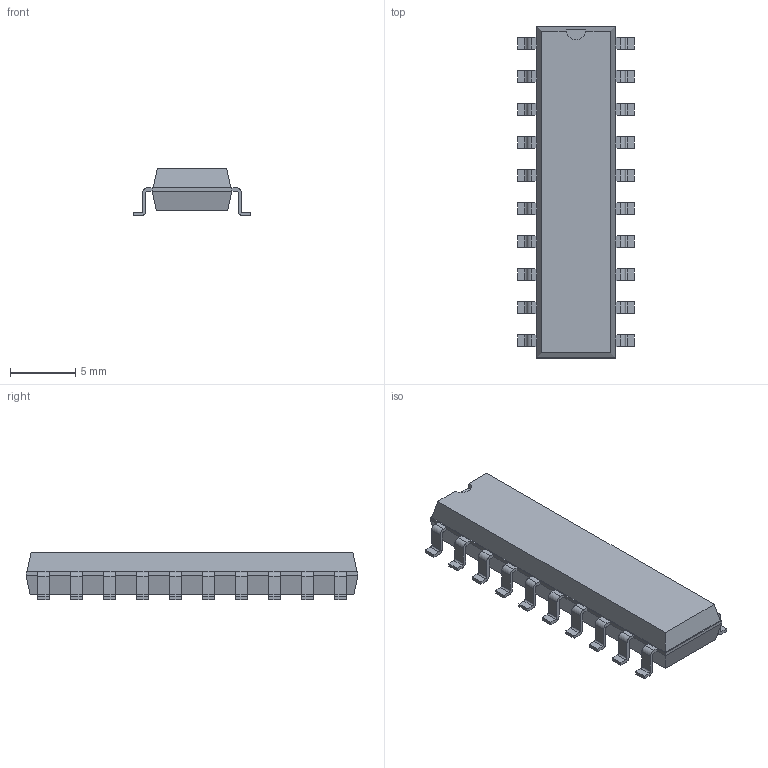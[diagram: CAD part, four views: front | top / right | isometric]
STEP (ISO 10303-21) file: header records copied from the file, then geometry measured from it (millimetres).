
FILE_DESCRIPTION(/* description */ ('model of DIP-20_W7.62mm_SMDSocket'),/* implementation_level */ '2;1');
FILE_NAME(/* name */ 'DIP-20_W7.62mm_SMDSocket.step',/* time_stamp */ '2018-11-04T10:37:12',/* author */ ('kicad StepUp','ksu'),/* organization */ ('FreeCAD'),/* preprocessor_version */ 'OCC',/* originating_system */ 'kicad StepUp',/* authorisation */ '');
FILE_SCHEMA(('AUTOMOTIVE_DESIGN { 1 0 10303 214 1 1 1 1 }'));
Length unit declared in the file: millimetre
Products named in the file (1): DIP_20_W762mm_SMDSocket
Bounding box: 8.95 x 25.52 x 3.68 mm (x, y, z)
Volume: 491.6 mm3; surface area: 626.8 mm2
Topology: 1 solids, 1 shells, 340 faces, 884 edges, 546 vertices
Faces by surface type: plane 207, cylinder 81, bspline 52
Entity records: 6785 total; most frequent: ORIENTED_EDGE 1468, CARTESIAN_POINT 1003, EDGE_CURVE 884, VERTEX_POINT 546, LINE 540, AXIS2_PLACEMENT_3D 411, ADVANCED_FACE 340, FACE_BOUND 340
